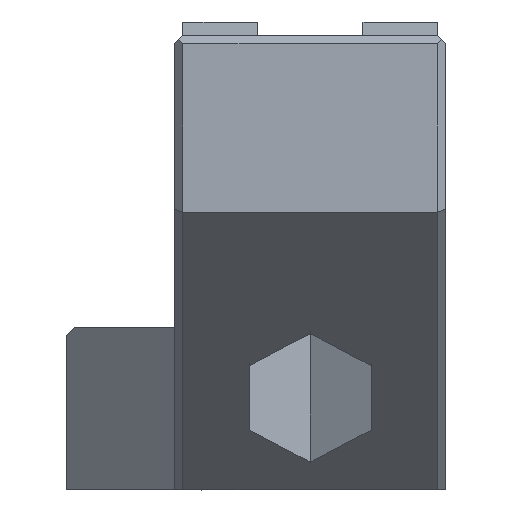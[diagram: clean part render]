
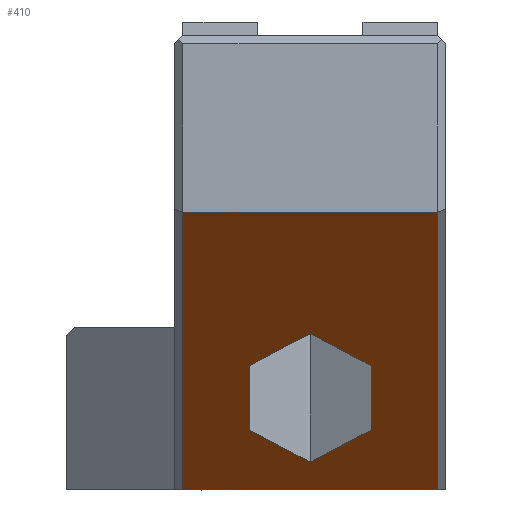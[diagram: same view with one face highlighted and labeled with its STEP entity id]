
A CAD part, front view. The second image highlights one B-rep face of the part: STEP entity #410.
In plain terms, the highlighted planar face has unit normal (0, -0.674, -0.739).
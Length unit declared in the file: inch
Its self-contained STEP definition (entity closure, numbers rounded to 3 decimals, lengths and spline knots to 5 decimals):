
#410=ADVANCED_FACE('',(#847,#848),#849,.F.);
#847=FACE_OUTER_BOUND('',#1323,.T.);
#848=FACE_BOUND('',#1324,.T.);
#849=PLANE('',#1325);
#1323=EDGE_LOOP('',(#2413,#2414,#2415,#2416));
#1324=EDGE_LOOP('',(#2417,#2418,#2419,#2420,#2421,#2422));
#1325=AXIS2_PLACEMENT_3D('',#2423,#2424,#2425);
#2413=ORIENTED_EDGE('',*,*,#3305,.F.);
#2414=ORIENTED_EDGE('',*,*,#3117,.T.);
#2415=ORIENTED_EDGE('',*,*,#3251,.T.);
#2416=ORIENTED_EDGE('',*,*,#3200,.F.);
#2417=ORIENTED_EDGE('',*,*,#3079,.F.);
#2418=ORIENTED_EDGE('',*,*,#3306,.F.);
#2419=ORIENTED_EDGE('',*,*,#3287,.F.);
#2420=ORIENTED_EDGE('',*,*,#2861,.T.);
#2421=ORIENTED_EDGE('',*,*,#3307,.T.);
#2422=ORIENTED_EDGE('',*,*,#3271,.T.);
#2423=CARTESIAN_POINT('',(0.29295,-1.62063,0.34826));
#2424=DIRECTION('',(0.,0.674,0.738));
#2425=DIRECTION('',(0.033,-0.738,0.674));
#2861=EDGE_CURVE('',#3417,#3414,#3418,.T.);
#3079=EDGE_CURVE('',#3787,#3788,#3789,.T.);
#3117=EDGE_CURVE('',#3841,#3845,#3847,.T.);
#3200=EDGE_CURVE('',#3955,#3957,#3958,.T.);
#3251=EDGE_CURVE('',#3845,#3957,#4024,.F.);
#3271=EDGE_CURVE('',#4046,#3788,#4047,.T.);
#3287=EDGE_CURVE('',#3417,#4062,#4064,.T.);
#3305=EDGE_CURVE('',#3841,#3955,#4083,.T.);
#3306=EDGE_CURVE('',#4062,#3787,#4084,.T.);
#3307=EDGE_CURVE('',#3414,#4046,#4085,.T.);
#3414=VERTEX_POINT('',#4259);
#3417=VERTEX_POINT('',#4263);
#3418=LINE('',#4264,#4265);
#3787=VERTEX_POINT('',#4844);
#3788=VERTEX_POINT('',#4845);
#3789=LINE('',#4846,#4847);
#3841=VERTEX_POINT('',#4919);
#3845=VERTEX_POINT('',#4925);
#3847=LINE('',#4928,#4929);
#3955=VERTEX_POINT('',#5101);
#3957=VERTEX_POINT('',#5104);
#3958=LINE('',#5105,#5106);
#4024=LINE('',#5217,#5218);
#4046=VERTEX_POINT('',#5248);
#4047=LINE('',#5249,#5250);
#4062=VERTEX_POINT('',#5272);
#4064=LINE('',#5275,#5276);
#4083=LINE('',#5302,#5303);
#4084=LINE('',#5304,#5305);
#4085=LINE('',#5306,#5307);
#4259=CARTESIAN_POINT('',(0.1378,-1.36941,0.11889));
#4263=CARTESIAN_POINT('',(0.31496,-1.26713,0.02549));
#4264=CARTESIAN_POINT('',(0.37916,-1.23006,-0.00835));
#4265=VECTOR('',#5424,1.);
#4844=CARTESIAN_POINT('',(0.49213,-1.57399,0.30567));
#4845=CARTESIAN_POINT('',(0.31496,-1.67627,0.39906));
#4846=CARTESIAN_POINT('',(0.63433,-1.49189,0.23071));
#4847=VECTOR('',#5663,1.);
#4919=CARTESIAN_POINT('',(0.68504,-1.1783,-0.05561));
#4925=CARTESIAN_POINT('',(0.68504,-2.06225,0.75148));
#4928=CARTESIAN_POINT('',(0.68504,-1.24083,0.00148));
#4929=VECTOR('',#5708,1.);
#5101=CARTESIAN_POINT('',(-0.05512,-1.1783,-0.05561));
#5104=CARTESIAN_POINT('',(-0.05512,-2.06225,0.75148));
#5105=CARTESIAN_POINT('',(-0.05512,-1.24083,0.00148));
#5106=VECTOR('',#5790,1.);
#5217=CARTESIAN_POINT('',(0.32597,-2.06225,0.75148));
#5218=VECTOR('',#5842,1.0);
#5248=CARTESIAN_POINT('',(0.1378,-1.57399,0.30567));
#5249=CARTESIAN_POINT('',(-0.0044,-1.49189,0.23071));
#5250=VECTOR('',#5857,1.);
#5272=CARTESIAN_POINT('',(0.49213,-1.36941,0.11889));
#5275=CARTESIAN_POINT('',(0.25076,-1.23006,-0.00835));
#5276=VECTOR('',#5869,1.);
#5302=CARTESIAN_POINT('',(0.23971,-1.1783,-0.05561));
#5303=VECTOR('',#5883,1.0);
#5304=CARTESIAN_POINT('',(0.49213,-1.20771,-0.02875));
#5305=VECTOR('',#5884,1.);
#5306=CARTESIAN_POINT('',(0.1378,-1.20771,-0.02875));
#5307=VECTOR('',#5885,1.);
#5424=DIRECTION('',(-0.788,-0.455,0.415));
#5663=DIRECTION('',(-0.788,-0.455,0.415));
#5708=DIRECTION('',(0.,-0.738,0.674));
#5790=DIRECTION('',(0.,-0.738,0.674));
#5842=DIRECTION('',(1.0,0.,0.0));
#5857=DIRECTION('',(0.788,-0.455,0.415));
#5869=DIRECTION('',(0.788,-0.455,0.415));
#5883=DIRECTION('',(-1.0,0.,0.0));
#5884=DIRECTION('',(0.,-0.738,0.674));
#5885=DIRECTION('',(0.,-0.738,0.674));
